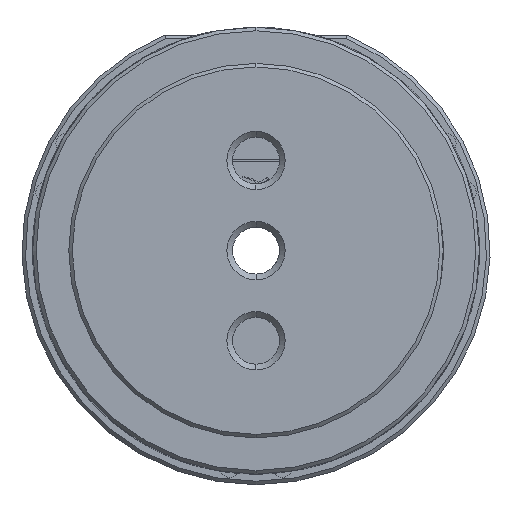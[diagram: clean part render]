
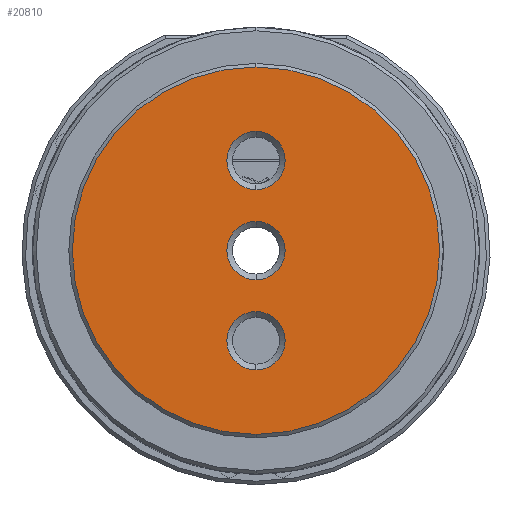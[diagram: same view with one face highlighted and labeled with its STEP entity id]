
A CAD part, front view. The second image highlights one B-rep face of the part: STEP entity #20810.
In plain terms, the highlighted planar face has unit normal (0, -1, 0).
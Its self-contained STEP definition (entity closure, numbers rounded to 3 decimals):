
#1201 = EDGE_CURVE ( 'NONE', #60122, #12539, #15987, .T. ) ;
#2885 = CARTESIAN_POINT ( 'NONE',  ( 0., -18.925, 0. ) ) ;
#2899 = FACE_BOUND ( 'NONE', #58279, .T. ) ;
#3254 = EDGE_CURVE ( 'NONE', #12539, #60122, #71308, .T. ) ;
#5100 = CARTESIAN_POINT ( 'NONE',  ( 0., -18.925, -8.405 ) ) ;
#5138 = AXIS2_PLACEMENT_3D ( 'NONE', #14118, #24448, #48060 ) ;
#7995 = VERTEX_POINT ( 'NONE', #13483 ) ;
#12539 = VERTEX_POINT ( 'NONE', #71684 ) ;
#13483 = CARTESIAN_POINT ( 'NONE',  ( 0., -18.925, -12.948 ) ) ;
#13983 = FACE_OUTER_BOUND ( 'NONE', #29134, .T. ) ;
#14118 = CARTESIAN_POINT ( 'NONE',  ( 0., -18.925, 0. ) ) ;
#15288 = CARTESIAN_POINT ( 'NONE',  ( 0., -18.925, 8.405 ) ) ;
#15987 = CIRCLE ( 'NONE', #41890, 2.055 ) ;
#16808 = ORIENTED_EDGE ( 'NONE', *, *, #3254, .F. ) ;
#17032 = AXIS2_PLACEMENT_3D ( 'NONE', #40206, #41653, #64073 ) ;
#18534 = EDGE_CURVE ( 'NONE', #24133, #39497, #52819, .T. ) ;
#18713 = AXIS2_PLACEMENT_3D ( 'NONE', #19670, #21143, #26275 ) ;
#19670 = CARTESIAN_POINT ( 'NONE',  ( 0., -18.925, -6.35 ) ) ;
#20258 = CARTESIAN_POINT ( 'NONE',  ( -13.208, -18.925, 0. ) ) ;
#20549 = ORIENTED_EDGE ( 'NONE', *, *, #65764, .T. ) ;
#20742 = CIRCLE ( 'NONE', #47788, 2.055 ) ;
#20810 = ADVANCED_FACE ( 'NONE', ( #13983, #36507, #2899, #53409 ), #54132, .T. ) ;
#21143 = DIRECTION ( 'NONE',  ( 0., -1., 0. ) ) ;
#23549 = VERTEX_POINT ( 'NONE', #50711 ) ;
#24133 = VERTEX_POINT ( 'NONE', #5100 ) ;
#24448 = DIRECTION ( 'NONE',  ( 0., -1., 0. ) ) ;
#25495 = CARTESIAN_POINT ( 'NONE',  ( 0., -18.925, -6.35 ) ) ;
#26275 = DIRECTION ( 'NONE',  ( 0., 0., -1. ) ) ;
#29134 = EDGE_LOOP ( 'NONE', ( #20549, #52437 ) ) ;
#31489 = CARTESIAN_POINT ( 'NONE',  ( 0., -18.925, 6.35 ) ) ;
#31787 = DIRECTION ( 'NONE',  ( 0., 0., -1. ) ) ;
#33770 = EDGE_LOOP ( 'NONE', ( #36794, #16808 ) ) ;
#36507 = FACE_BOUND ( 'NONE', #33770, .T. ) ;
#36664 = DIRECTION ( 'NONE',  ( 0., -1., 0. ) ) ;
#36688 = ORIENTED_EDGE ( 'NONE', *, *, #18534, .F. ) ;
#36794 = ORIENTED_EDGE ( 'NONE', *, *, #1201, .F. ) ;
#36970 = CIRCLE ( 'NONE', #5138, 12.948 ) ;
#37241 = DIRECTION ( 'NONE',  ( 0., -1., 0. ) ) ;
#39431 = CIRCLE ( 'NONE', #17032, 12.948 ) ;
#39497 = VERTEX_POINT ( 'NONE', #59949 ) ;
#40206 = CARTESIAN_POINT ( 'NONE',  ( 0., -18.925, 0. ) ) ;
#41044 = DIRECTION ( 'NONE',  ( 0., -1., 0. ) ) ;
#41199 = ORIENTED_EDGE ( 'NONE', *, *, #42530, .F. ) ;
#41653 = DIRECTION ( 'NONE',  ( 0., -1., 0. ) ) ;
#41890 = AXIS2_PLACEMENT_3D ( 'NONE', #2885, #65172, #64811 ) ;
#42132 = CIRCLE ( 'NONE', #55020, 2.055 ) ;
#42530 = EDGE_CURVE ( 'NONE', #63352, #48891, #20742, .T. ) ;
#42722 = CARTESIAN_POINT ( 'NONE',  ( 0., -18.925, -2.055 ) ) ;
#43892 = CARTESIAN_POINT ( 'NONE',  ( 0., -18.925, 6.35 ) ) ;
#46207 = DIRECTION ( 'NONE',  ( 0., 0., -1. ) ) ;
#46923 = CARTESIAN_POINT ( 'NONE',  ( 0., -18.925, 0. ) ) ;
#47788 = AXIS2_PLACEMENT_3D ( 'NONE', #31489, #36664, #48448 ) ;
#48060 = DIRECTION ( 'NONE',  ( 0., 0., -1. ) ) ;
#48433 = ORIENTED_EDGE ( 'NONE', *, *, #59953, .F. ) ;
#48448 = DIRECTION ( 'NONE',  ( 0., 0., -1. ) ) ;
#48638 = DIRECTION ( 'NONE',  ( 0., 0., 1. ) ) ;
#48891 = VERTEX_POINT ( 'NONE', #15288 ) ;
#49104 = DIRECTION ( 'NONE',  ( 0., -1., 0. ) ) ;
#50534 = AXIS2_PLACEMENT_3D ( 'NONE', #20258, #37241, #48638 ) ;
#50711 = CARTESIAN_POINT ( 'NONE',  ( 0., -18.925, 12.948 ) ) ;
#52437 = ORIENTED_EDGE ( 'NONE', *, *, #69932, .T. ) ;
#52699 = ORIENTED_EDGE ( 'NONE', *, *, #53140, .F. ) ;
#52819 = CIRCLE ( 'NONE', #18713, 2.055 ) ;
#53140 = EDGE_CURVE ( 'NONE', #39497, #24133, #42132, .T. ) ;
#53409 = FACE_BOUND ( 'NONE', #63645, .T. ) ;
#54132 = PLANE ( 'NONE',  #50534 ) ;
#55020 = AXIS2_PLACEMENT_3D ( 'NONE', #25495, #49104, #31787 ) ;
#55253 = DIRECTION ( 'NONE',  ( 0., 0., -1. ) ) ;
#56055 = AXIS2_PLACEMENT_3D ( 'NONE', #46923, #41044, #46207 ) ;
#58279 = EDGE_LOOP ( 'NONE', ( #36688, #52699 ) ) ;
#59205 = CIRCLE ( 'NONE', #62734, 2.055 ) ;
#59949 = CARTESIAN_POINT ( 'NONE',  ( 0., -18.925, -4.295 ) ) ;
#59953 = EDGE_CURVE ( 'NONE', #48891, #63352, #59205, .T. ) ;
#60122 = VERTEX_POINT ( 'NONE', #42722 ) ;
#62734 = AXIS2_PLACEMENT_3D ( 'NONE', #43892, #66299, #55253 ) ;
#63352 = VERTEX_POINT ( 'NONE', #72670 ) ;
#63645 = EDGE_LOOP ( 'NONE', ( #41199, #48433 ) ) ;
#64073 = DIRECTION ( 'NONE',  ( 0., 0., -1. ) ) ;
#64811 = DIRECTION ( 'NONE',  ( 0., 0., -1. ) ) ;
#65172 = DIRECTION ( 'NONE',  ( 0., -1., 0. ) ) ;
#65764 = EDGE_CURVE ( 'NONE', #23549, #7995, #39431, .T. ) ;
#66299 = DIRECTION ( 'NONE',  ( 0., -1., 0. ) ) ;
#69932 = EDGE_CURVE ( 'NONE', #7995, #23549, #36970, .T. ) ;
#71308 = CIRCLE ( 'NONE', #56055, 2.055 ) ;
#71684 = CARTESIAN_POINT ( 'NONE',  ( 0., -18.925, 2.055 ) ) ;
#72670 = CARTESIAN_POINT ( 'NONE',  ( 0., -18.925, 4.295 ) ) ;
